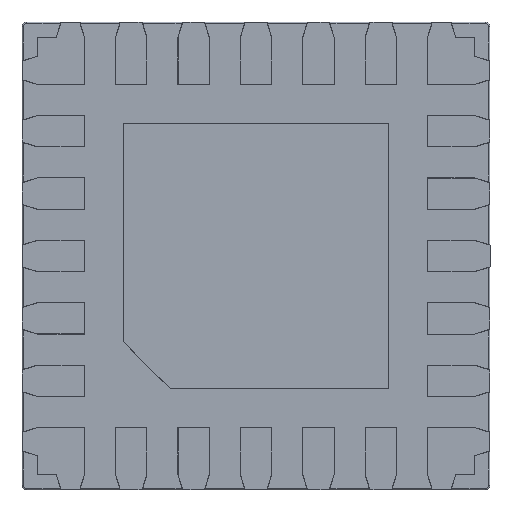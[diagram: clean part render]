
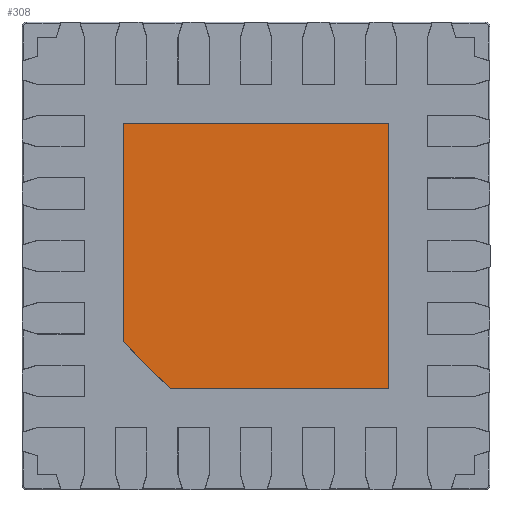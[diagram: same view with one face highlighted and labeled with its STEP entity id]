
A CAD part, front view. The second image highlights one B-rep face of the part: STEP entity #308.
In plain terms, the highlighted planar face has unit normal (0, -1, 0).
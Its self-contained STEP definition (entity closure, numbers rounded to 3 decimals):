
#163 = EDGE_LOOP ( 'NONE', ( #2459, #5540, #360, #8829, #6326 ) ) ;
#308 = ADVANCED_FACE ( 'NONE', ( #7722 ), #1007, .F. ) ;
#360 = ORIENTED_EDGE ( 'NONE', *, *, #13382, .T. ) ;
#996 = CARTESIAN_POINT ( 'NONE',  ( 0., 0., 0.85 ) ) ;
#1007 = PLANE ( 'NONE',  #7955 ) ;
#1373 = VECTOR ( 'NONE', #14724, 1000. ) ;
#1378 = EDGE_CURVE ( 'NONE', #13463, #3728, #8881, .T. ) ;
#1512 = DIRECTION ( 'NONE',  ( 0., 0., 1. ) ) ;
#1649 = CARTESIAN_POINT ( 'NONE',  ( 0.85, 0., 0.85 ) ) ;
#1769 = DIRECTION ( 'NONE',  ( -0.707, 0., 0.707 ) ) ;
#2289 = CARTESIAN_POINT ( 'NONE',  ( -0.55, 0., -0.85 ) ) ;
#2341 = VERTEX_POINT ( 'NONE', #1649 ) ;
#2370 = DIRECTION ( 'NONE',  ( -1., 0., 0. ) ) ;
#2459 = ORIENTED_EDGE ( 'NONE', *, *, #1378, .F. ) ;
#2598 = VERTEX_POINT ( 'NONE', #5906 ) ;
#2814 = VECTOR ( 'NONE', #1769, 1000. ) ;
#3457 = CARTESIAN_POINT ( 'NONE',  ( 0., 0., -0.85 ) ) ;
#3728 = VERTEX_POINT ( 'NONE', #6492 ) ;
#4516 = LINE ( 'NONE', #10280, #8559 ) ;
#5540 = ORIENTED_EDGE ( 'NONE', *, *, #11412, .F. ) ;
#5906 = CARTESIAN_POINT ( 'NONE',  ( -0.85, 0., 0.85 ) ) ;
#6326 = ORIENTED_EDGE ( 'NONE', *, *, #13733, .F. ) ;
#6492 = CARTESIAN_POINT ( 'NONE',  ( -0.85, 0., -0.55 ) ) ;
#7422 = DIRECTION ( 'NONE',  ( -1., 0., 0. ) ) ;
#7722 = FACE_OUTER_BOUND ( 'NONE', #163, .T. ) ;
#7955 = AXIS2_PLACEMENT_3D ( 'NONE', #9931, #14978, #8486 ) ;
#8330 = LINE ( 'NONE', #3457, #9739 ) ;
#8486 = DIRECTION ( 'NONE',  ( 0., 0., 1. ) ) ;
#8559 = VECTOR ( 'NONE', #1512, 1000. ) ;
#8829 = ORIENTED_EDGE ( 'NONE', *, *, #9126, .T. ) ;
#8881 = LINE ( 'NONE', #10901, #2814 ) ;
#9126 = EDGE_CURVE ( 'NONE', #2341, #2598, #16037, .T. ) ;
#9739 = VECTOR ( 'NONE', #7422, 1000. ) ;
#9931 = CARTESIAN_POINT ( 'NONE',  ( 0., 0., 0. ) ) ;
#10280 = CARTESIAN_POINT ( 'NONE',  ( -0.85, 0., 0. ) ) ;
#10796 = CARTESIAN_POINT ( 'NONE',  ( 0.85, 0., -0.85 ) ) ;
#10901 = CARTESIAN_POINT ( 'NONE',  ( -0.7, 0., -0.7 ) ) ;
#11412 = EDGE_CURVE ( 'NONE', #15492, #13463, #8330, .T. ) ;
#11884 = LINE ( 'NONE', #12143, #1373 ) ;
#12143 = CARTESIAN_POINT ( 'NONE',  ( 0.85, 0., 0. ) ) ;
#13382 = EDGE_CURVE ( 'NONE', #15492, #2341, #11884, .T. ) ;
#13433 = VECTOR ( 'NONE', #2370, 1000. ) ;
#13463 = VERTEX_POINT ( 'NONE', #2289 ) ;
#13733 = EDGE_CURVE ( 'NONE', #3728, #2598, #4516, .T. ) ;
#14724 = DIRECTION ( 'NONE',  ( 0., 0., 1. ) ) ;
#14978 = DIRECTION ( 'NONE',  ( 0., 1., 0. ) ) ;
#15492 = VERTEX_POINT ( 'NONE', #10796 ) ;
#16037 = LINE ( 'NONE', #996, #13433 ) ;
